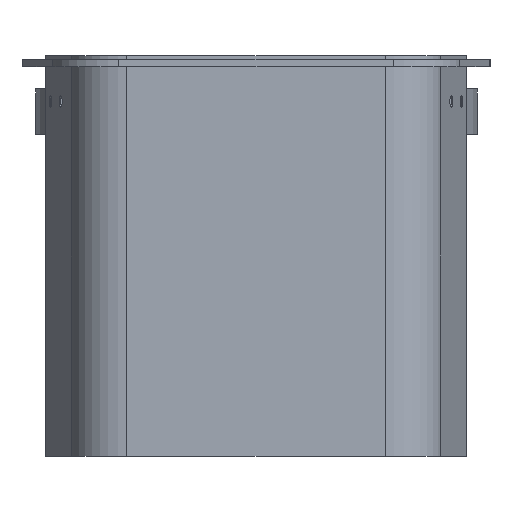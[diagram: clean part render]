
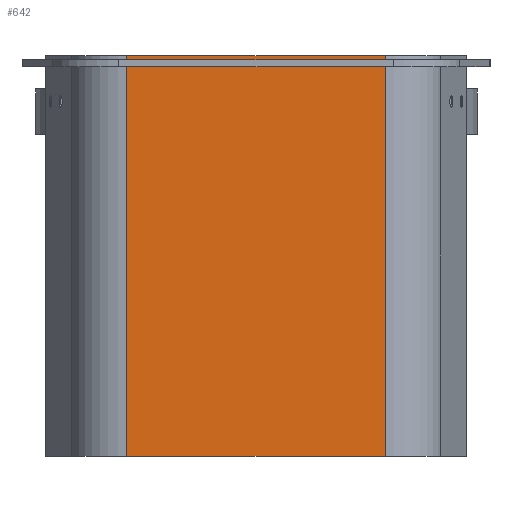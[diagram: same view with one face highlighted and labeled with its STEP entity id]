
A CAD part, front view. The second image highlights one B-rep face of the part: STEP entity #642.
In plain terms, the highlighted planar face has unit normal (0, -1, 0).
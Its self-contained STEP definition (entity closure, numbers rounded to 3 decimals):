
#642=ADVANCED_FACE('',(#1075),#903,.F.);
#903=PLANE('',#5621);
#1075=FACE_OUTER_BOUND('',#1352,.T.);
#1352=EDGE_LOOP('',(#1932,#1933,#1934,#1935));
#1932=ORIENTED_EDGE('',*,*,#3867,.T.);
#1933=ORIENTED_EDGE('',*,*,#3866,.T.);
#1934=ORIENTED_EDGE('',*,*,#3868,.F.);
#1935=ORIENTED_EDGE('',*,*,#3869,.T.);
#3280=VERTEX_POINT('',#8062);
#3281=VERTEX_POINT('',#8064);
#3282=VERTEX_POINT('',#8068);
#3283=VERTEX_POINT('',#8070);
#3866=EDGE_CURVE('',#3280,#3281,#4602,.T.);
#3867=EDGE_CURVE('',#3282,#3280,#4603,.T.);
#3868=EDGE_CURVE('',#3283,#3281,#4604,.T.);
#3869=EDGE_CURVE('',#3283,#3282,#4605,.T.);
#4602=LINE('',#8065,#5114);
#4603=LINE('',#8067,#5115);
#4604=LINE('',#8069,#5116);
#4605=LINE('',#8071,#5117);
#5114=VECTOR('',#6425,1.);
#5115=VECTOR('',#6428,1.);
#5116=VECTOR('',#6429,1.);
#5117=VECTOR('',#6430,1.);
#5621=AXIS2_PLACEMENT_3D('',#8072,#6431,#6432);
#6425=DIRECTION('',(0.,0.,1.));
#6428=DIRECTION('',(1.,0.,0.));
#6429=DIRECTION('',(1.,0.,0.));
#6430=DIRECTION('',(0.,0.,-1.));
#6431=DIRECTION('',(0.,1.,0.));
#6432=DIRECTION('',(0.,0.,1.));
#8062=CARTESIAN_POINT('',(56.98,4.625,-175.));
#8064=CARTESIAN_POINT('',(56.98,4.625,1.587));
#8065=CARTESIAN_POINT('',(56.98,4.625,1.587));
#8067=CARTESIAN_POINT('',(56.98,4.625,-175.));
#8068=CARTESIAN_POINT('',(-56.98,4.625,-175.));
#8069=CARTESIAN_POINT('',(56.98,4.625,1.587));
#8070=CARTESIAN_POINT('',(-56.98,4.625,1.587));
#8071=CARTESIAN_POINT('',(-56.98,4.625,1.587));
#8072=CARTESIAN_POINT('',(56.98,4.625,1.587));
